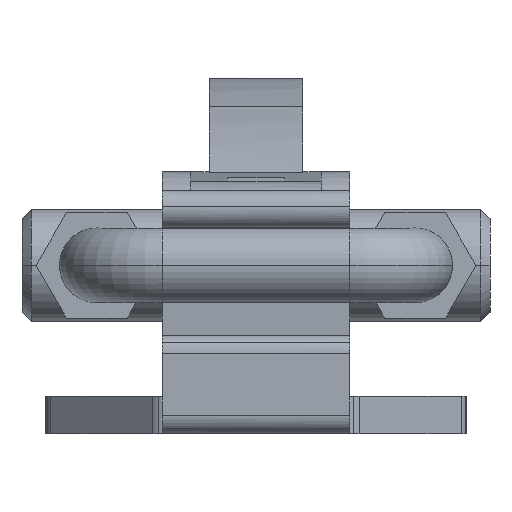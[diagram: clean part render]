
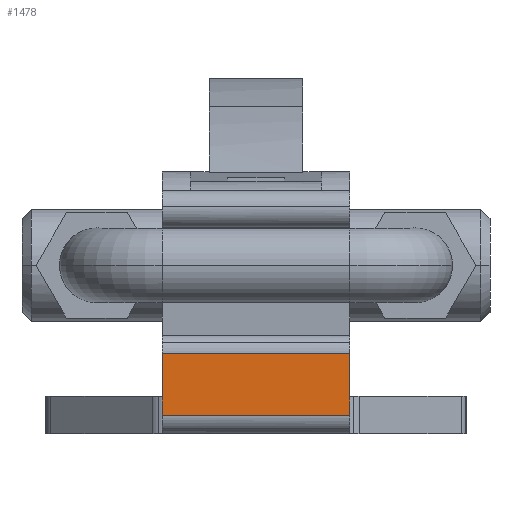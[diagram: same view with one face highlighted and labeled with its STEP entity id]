
A CAD part, left-side view. The second image highlights one B-rep face of the part: STEP entity #1478.
In plain terms, the highlighted planar face has unit normal (-1, 0, 0).
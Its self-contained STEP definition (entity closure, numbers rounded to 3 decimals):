
#1458=AXIS2_PLACEMENT_3D('Plane Axis2P3D',#1455,#1456,#1457) ;
#1266=CARTESIAN_POINT('Vertex',(38.449,249.127,15.5)) ;
#1269=CARTESIAN_POINT('Line Origine',(38.449,249.127,18.786)) ;
#1273=CARTESIAN_POINT('Vertex',(38.449,249.127,22.073)) ;
#1436=CARTESIAN_POINT('Line Origine',(38.449,249.127,22.073)) ;
#1440=CARTESIAN_POINT('Vertex',(38.449,229.127,22.073)) ;
#1455=CARTESIAN_POINT('Axis2P3D Location',(38.449,249.127,15.5)) ;
#1460=CARTESIAN_POINT('Line Origine',(38.449,229.127,18.786)) ;
#1464=CARTESIAN_POINT('Vertex',(38.449,229.127,15.5)) ;
#1467=CARTESIAN_POINT('Line Origine',(38.449,239.127,15.5)) ;
#1270=DIRECTION('Vector Direction',(0.,0.,1.)) ;
#1437=DIRECTION('Vector Direction',(0.,-1.,0.)) ;
#1456=DIRECTION('Axis2P3D Direction',(-1.,0.,0.)) ;
#1457=DIRECTION('Axis2P3D XDirection',(0.,-1.,0.)) ;
#1461=DIRECTION('Vector Direction',(0.,0.,1.)) ;
#1468=DIRECTION('Vector Direction',(0.,-1.,0.)) ;
#1271=VECTOR('Line Direction',#1270,1.) ;
#1438=VECTOR('Line Direction',#1437,1.) ;
#1462=VECTOR('Line Direction',#1461,1.) ;
#1469=VECTOR('Line Direction',#1468,1.) ;
#1473=ORIENTED_EDGE('',*,*,#1466,.T.) ;
#1474=ORIENTED_EDGE('',*,*,#1442,.F.) ;
#1475=ORIENTED_EDGE('',*,*,#1275,.F.) ;
#1476=ORIENTED_EDGE('',*,*,#1471,.T.) ;
#1478=ADVANCED_FACE('PartBody',(#1477),#1459,.T.) ;
#1275=EDGE_CURVE('',#1267,#1274,#1272,.T.) ;
#1442=EDGE_CURVE('',#1274,#1441,#1439,.T.) ;
#1466=EDGE_CURVE('',#1465,#1441,#1463,.T.) ;
#1471=EDGE_CURVE('',#1267,#1465,#1470,.T.) ;
#1472=EDGE_LOOP('',(#1473,#1474,#1475,#1476)) ;
#1477=FACE_OUTER_BOUND('',#1472,.T.) ;
#1272=LINE('Line',#1269,#1271) ;
#1439=LINE('Line',#1436,#1438) ;
#1463=LINE('Line',#1460,#1462) ;
#1470=LINE('Line',#1467,#1469) ;
#1459=PLANE('Plane',#1458) ;
#1267=VERTEX_POINT('',#1266) ;
#1274=VERTEX_POINT('',#1273) ;
#1441=VERTEX_POINT('',#1440) ;
#1465=VERTEX_POINT('',#1464) ;
